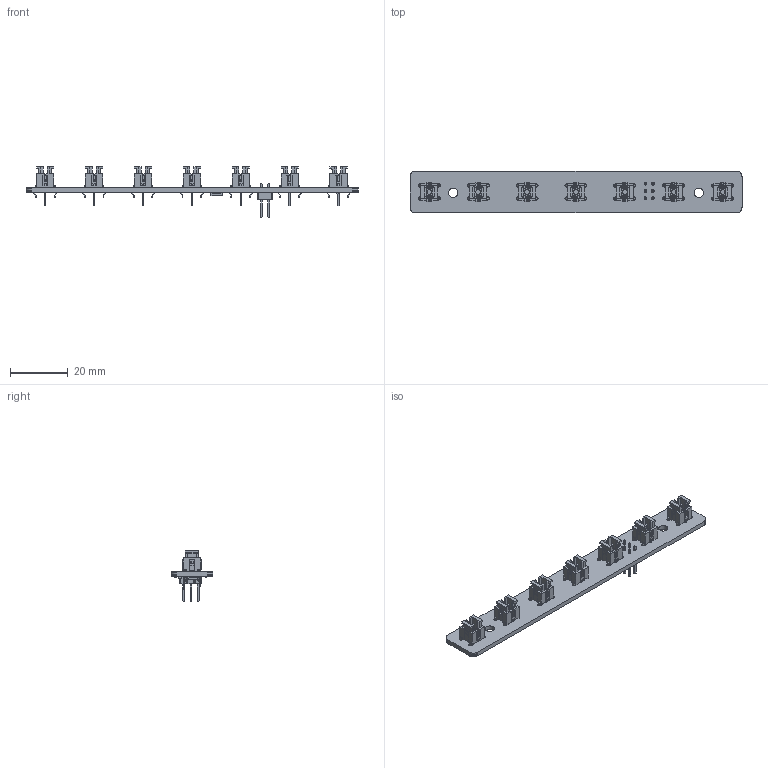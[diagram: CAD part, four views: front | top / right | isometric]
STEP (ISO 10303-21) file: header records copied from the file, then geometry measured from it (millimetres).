
FILE_DESCRIPTION(('KiCad electronic assembly'),'2;1');
FILE_NAME('UFC_Function Select.step','2023-04-07T12:35:52',('Pcbnew'),( 'Kicad'),'Open CASCADE STEP processor 7.6','KiCad to STEP converter' ,'Unknown');
FILE_SCHEMA(('AUTOMOTIVE_DESIGN { 1 0 10303 214 1 1 1 1 }'));
Length unit declared in the file: millimetre
Products named in the file (14): UFC_Function Select 1; TL1240GQ; SOLID; PinHeader_2x03_P2.54mm_Vertical; R_0402_1005Metric; VQFN-24-1EP_4x4mm_P0.5mm_EP2.45x2.45mm; C_0603_1608Metric; R_0603_1608Metric; PCB
Assembly tree (19 placements, depth 3):
  UFC_Function Select 1
    TL1240GQ  x7
      SOLID
    PinHeader_2x03_P2.54mm_Vertical
      SOLID
    R_0402_1005Metric
      SOLID
    VQFN-24-1EP_4x4mm_P0.5mm_EP2.45x2.45mm
      SOLID
    C_0603_1608Metric
      SOLID
    R_0603_1608Metric
      SOLID
    PCB
Bounding box: 115 x 14.5 x 17.44 mm (x, y, z)
Volume: 3624.2 mm3; surface area: 7984.6 mm2
Topology: 13 solids, 13 shells, 2470 faces, 7046 edges, 4604 vertices
Faces by surface type: plane 2104, cylinder 345, cone 14, bspline 7
Full cylindrical faces by diameter (mm): 0.4 x1, 0.762 x14, 1 x6, 1.1 x28, 3.2 x2
Entity records: 56612 total; most frequent: CARTESIAN_POINT 9539, DIRECTION 7881, LINE 5788, VECTOR 5788, ORIENTED_EDGE 4180, PCURVE 4180, DEFINITIONAL_REPRESENTATION 4180, EDGE_CURVE 2090
